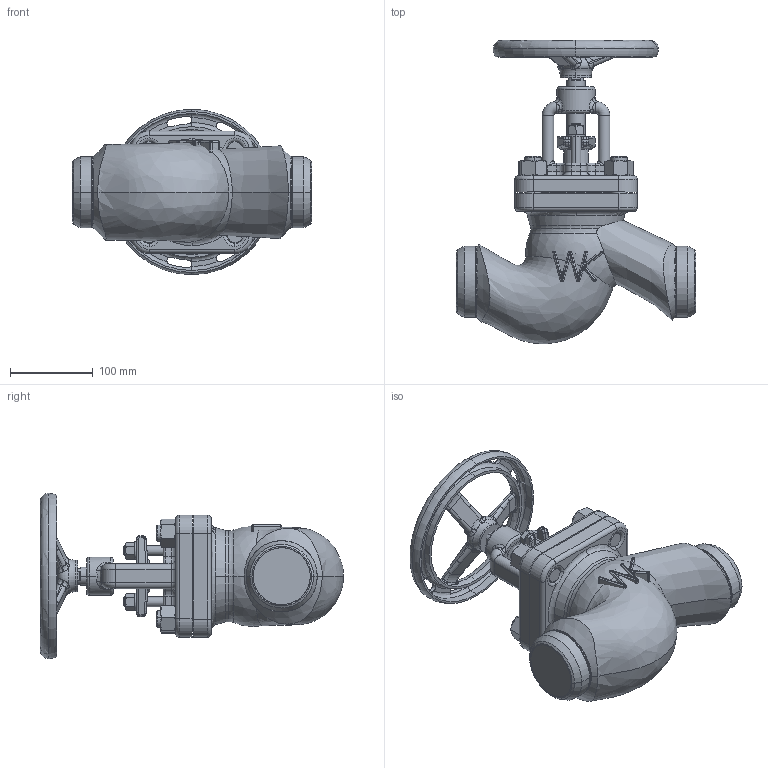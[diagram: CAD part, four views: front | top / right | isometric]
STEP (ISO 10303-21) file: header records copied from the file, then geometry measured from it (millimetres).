
FILE_DESCRIPTION (( 'STEP AP214' ), '1' );
FILE_NAME ('218S DN65.STEP', '2015-06-25T06:58:13', ( '' ), ( '' ), 'SwSTEP 2.0', 'SolidWorks 2015', '' );
FILE_SCHEMA (( 'AUTOMOTIVE_DESIGN' ));
Length unit declared in the file: millimetre
Products named in the file (1): 218S DN65
Bounding box: 290 x 366.91 x 200 mm (x, y, z)
Volume: 4391872.2 mm3; surface area: 500802.5 mm2
Topology: 38 solids, 38 shells, 972 faces, 2312 edges, 1348 vertices
Faces by surface type: cylinder 328, plane 229, bspline 163, torus 115, cone 103, sphere 34
Entity records: 41204 total; most frequent: CARTESIAN_POINT 19823, ORIENTED_EDGE 4520, DIRECTION 4281, EDGE_CURVE 2260, AXIS2_PLACEMENT_3D 1821, VERTEX_POINT 1345, CIRCLE 1013, EDGE_LOOP 991
